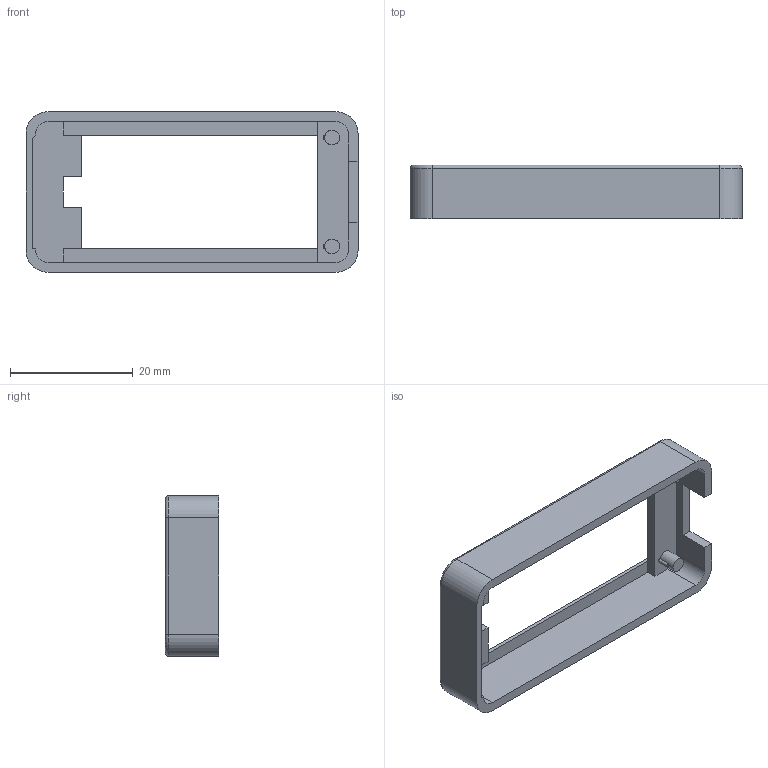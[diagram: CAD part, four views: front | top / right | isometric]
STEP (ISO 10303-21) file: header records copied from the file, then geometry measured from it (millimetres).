
FILE_DESCRIPTION(/* description */ (''),/* implementation_level */ '2;1');
FILE_NAME(/* name */ 'Feather_cover_4.02.step',/* time_stamp */ '2023-10-27T18:53:17-04:00',/* author */ (''),/* organization */ (''),/* preprocessor_version */ 'ST-DEVELOPER v20',/* originating_system */ 'Autodesk Translation Framework v12.14.0.127',/* authorisation */ '');
FILE_SCHEMA (('AUTOMOTIVE_DESIGN { 1 0 10303 214 3 1 1 }'));
Length unit declared in the file: millimetre
Products named in the file (1): Feather_cover_4.02
Bounding box: 54.2 x 8.7 x 26.2 mm (x, y, z)
Volume: 2596.7 mm3; surface area: 3932.5 mm2
Topology: 1 solids, 1 shells, 129 faces, 346 edges, 226 vertices
Faces by surface type: plane 69, bspline 40, cylinder 16, torus 4
Full cylindrical faces by diameter (mm): 2.4 x2
Entity records: 4405 total; most frequent: CARTESIAN_POINT 1382, ORIENTED_EDGE 692, DIRECTION 486, EDGE_CURVE 346, LINE 226, VECTOR 226, VERTEX_POINT 226, EDGE_LOOP 138
